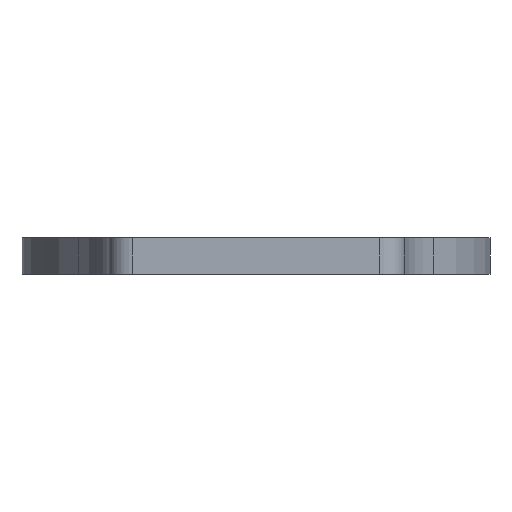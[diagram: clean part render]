
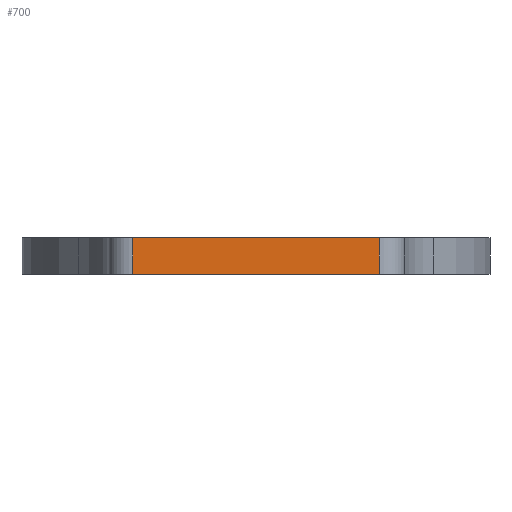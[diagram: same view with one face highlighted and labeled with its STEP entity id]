
A CAD part, front view. The second image highlights one B-rep face of the part: STEP entity #700.
In plain terms, the highlighted planar face has unit normal (0, -1, 0).
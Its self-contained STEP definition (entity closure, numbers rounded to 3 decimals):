
#79 = CARTESIAN_POINT ( 'NONE',  ( -12., -24., 3. ) ) ;
#91 = VERTEX_POINT ( 'NONE', #1519 ) ;
#95 = EDGE_CURVE ( 'NONE', #91, #1096, #1270, .T. ) ;
#152 = VERTEX_POINT ( 'NONE', #423 ) ;
#168 = CARTESIAN_POINT ( 'NONE',  ( 10., -24., 0. ) ) ;
#255 = CARTESIAN_POINT ( 'NONE',  ( -12., -24., 3. ) ) ;
#307 = EDGE_CURVE ( 'NONE', #91, #152, #499, .T. ) ;
#370 = CARTESIAN_POINT ( 'NONE',  ( 10., -24., 3. ) ) ;
#423 = CARTESIAN_POINT ( 'NONE',  ( 10., -24., 3. ) ) ;
#479 = VECTOR ( 'NONE', #1812, 1000. ) ;
#499 = LINE ( 'NONE', #79, #479 ) ;
#540 = DIRECTION ( 'NONE',  ( 0., 0., 1. ) ) ;
#599 = DIRECTION ( 'NONE',  ( 0., 1., 0. ) ) ;
#636 = ORIENTED_EDGE ( 'NONE', *, *, #1384, .T. ) ;
#670 = DIRECTION ( 'NONE',  ( 1., 0., 0. ) ) ;
#688 = VECTOR ( 'NONE', #670, 1000. ) ;
#700 = ADVANCED_FACE ( 'NONE', ( #1342 ), #1799, .F. ) ;
#1096 = VERTEX_POINT ( 'NONE', #1745 ) ;
#1107 = LINE ( 'NONE', #1858, #688 ) ;
#1161 = ORIENTED_EDGE ( 'NONE', *, *, #307, .F. ) ;
#1209 = EDGE_CURVE ( 'NONE', #1096, #1211, #1107, .T. ) ;
#1211 = VERTEX_POINT ( 'NONE', #168 ) ;
#1230 = VECTOR ( 'NONE', #1501, 1000. ) ;
#1270 = LINE ( 'NONE', #1374, #1230 ) ;
#1342 = FACE_OUTER_BOUND ( 'NONE', #1834, .T. ) ;
#1374 = CARTESIAN_POINT ( 'NONE',  ( -10., -24., 3. ) ) ;
#1384 = EDGE_CURVE ( 'NONE', #1211, #152, #1520, .T. ) ;
#1464 = VECTOR ( 'NONE', #540, 1000. ) ;
#1501 = DIRECTION ( 'NONE',  ( 0., 0., -1. ) ) ;
#1519 = CARTESIAN_POINT ( 'NONE',  ( -10., -24., 3. ) ) ;
#1520 = LINE ( 'NONE', #370, #1464 ) ;
#1613 = ORIENTED_EDGE ( 'NONE', *, *, #1209, .T. ) ;
#1663 = DIRECTION ( 'NONE',  ( 0., 0., 1. ) ) ;
#1745 = CARTESIAN_POINT ( 'NONE',  ( -10., -24., 0. ) ) ;
#1775 = AXIS2_PLACEMENT_3D ( 'NONE', #255, #599, #1663 ) ;
#1799 = PLANE ( 'NONE',  #1775 ) ;
#1812 = DIRECTION ( 'NONE',  ( 1., 0., 0. ) ) ;
#1834 = EDGE_LOOP ( 'NONE', ( #1613, #636, #1161, #1872 ) ) ;
#1858 = CARTESIAN_POINT ( 'NONE',  ( -12., -24., 0. ) ) ;
#1872 = ORIENTED_EDGE ( 'NONE', *, *, #95, .T. ) ;
